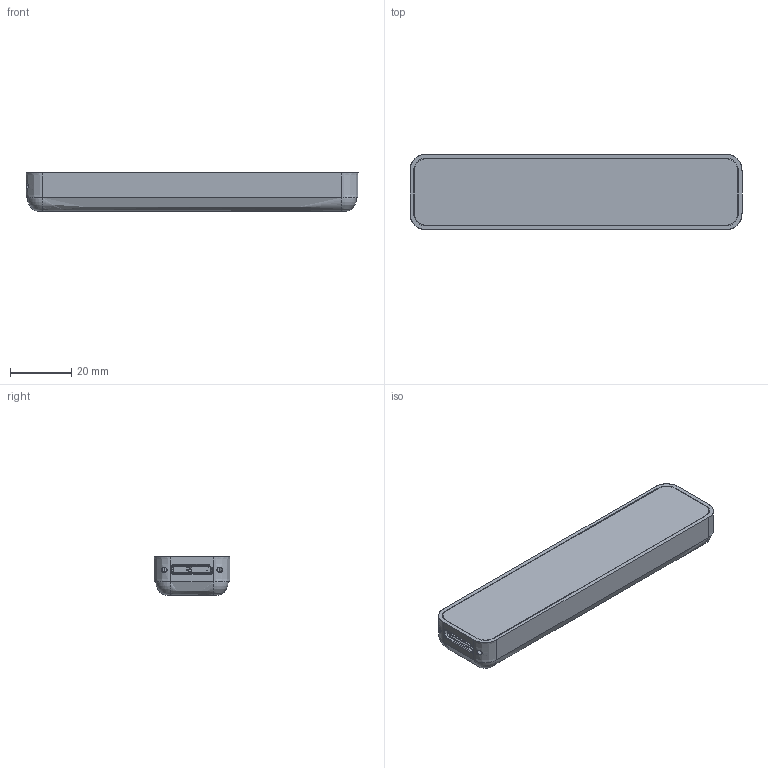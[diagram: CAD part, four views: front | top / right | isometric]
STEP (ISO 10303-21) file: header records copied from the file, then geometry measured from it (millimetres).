
FILE_DESCRIPTION((''),'2;1');
FILE_NAME('TA_PERIPHERIAL_T265_ASM_EXTERNA_ASM','2019-01-22T',('wkho'),('INTEL'),'CREO PARAMETRIC BY PTC INC, 2015380','CREO PARAMETRIC BY PTC INC, 2015380','');
FILE_SCHEMA(('CONFIG_CONTROL_DESIGN'));
Products named in the file (17): REAR_HOUSING_T265_27; ADHESIVE_THML_CAMERA_MOD_T265_6; LENS_MEC080048_EXT_1; LENS_MEC080048_EXT_WITH_FOV_ASM_ASM; 20708-034E_1; MEC080048_EXT-84524_2; MEC080048_EXT-84839_ASM_1_ASM; MEC080146_1; MEC080151_EXT_REV01_07-03-201_2_ASM; T260_MODULE_ASM_6_ASM; CONN_RECEPT_3-0MM_34POS_PWR__3; FLEX_USB_INTERPOSER_ASSY_T265_A_ASM; SCREW_MACHINE_TORX_M1-4X03X4MM_; COVER_WINDOW_15; COVER_WINDOW_WITH_ADHESIVE_T2_1_ASM; TA_PERIPHERIAL_T265_ASM_17_ASM; TA_PERIPHERIAL_T265_ASM_EXTERNA_ASM
Assembly tree (18 placements, depth 7):
  TA_PERIPHERIAL_T265_ASM_EXTERNA_ASM
    TA_PERIPHERIAL_T265_ASM_17_ASM
      REAR_HOUSING_T265_27
      ADHESIVE_THML_CAMERA_MOD_T265_6
      T260_MODULE_ASM_6_ASM
        MEC080151_EXT_REV01_07-03-201_2_ASM
          MEC080048_EXT-84839_ASM_1_ASM
            LENS_MEC080048_EXT_WITH_FOV_ASM_ASM  x2
              LENS_MEC080048_EXT_1
            20708-034E_1
            MEC080048_EXT-84524_2
          MEC080146_1
      FLEX_USB_INTERPOSER_ASSY_T265_A_ASM
        CONN_RECEPT_3-0MM_34POS_PWR__3
      SCREW_MACHINE_TORX_M1-4X03X4MM_  x2
      COVER_WINDOW_WITH_ADHESIVE_T2_1_ASM
        COVER_WINDOW_15
Bounding box: 108 x 24.5 x 12.5 mm (x, y, z)
Volume: 15353.5 mm3; surface area: 28434.2 mm2
Topology: 10 solids, 45 shells, 2559 faces, 7187 edges, 4658 vertices
Faces by surface type: plane 1670, cylinder 740, torus 60, cone 37, bspline 30, extrusion 14, revolution 4, sphere 4
Entity records: 88606 total; most frequent: CARTESIAN_POINT 25161, ORIENTED_EDGE 13142, DIRECTION 12878, EDGE_CURVE 6870, VECTOR 5030, LINE 5016, VERTEX_POINT 4455, AXIS2_PLACEMENT_3D 3923
